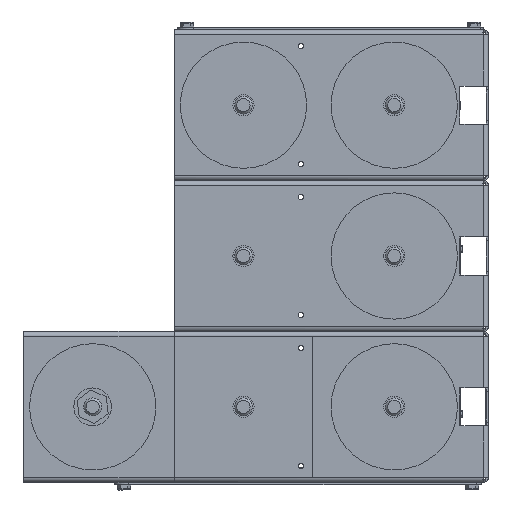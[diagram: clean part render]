
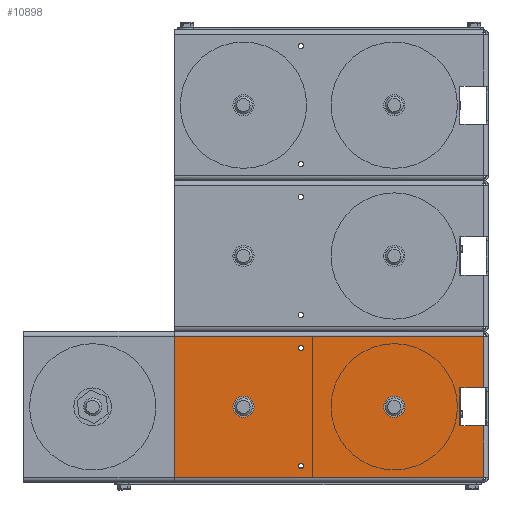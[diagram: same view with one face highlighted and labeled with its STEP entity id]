
A CAD part, front view. The second image highlights one B-rep face of the part: STEP entity #10898.
In plain terms, the highlighted planar face has unit normal (0, -1, 0).
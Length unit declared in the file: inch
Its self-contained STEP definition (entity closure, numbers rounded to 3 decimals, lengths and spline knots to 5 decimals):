
#458=FACE_BOUND('',#1717,.T.);
#459=FACE_BOUND('',#1718,.T.);
#460=FACE_BOUND('',#1719,.T.);
#461=FACE_BOUND('',#1720,.T.);
#676=PLANE('',#11952);
#1103=FACE_OUTER_BOUND('',#1716,.T.);
#1716=EDGE_LOOP('',(#7850,#7851,#7852,#7853,#7854,#7855,#7856,#7857,#7858,
#7859,#7860,#7861));
#1717=EDGE_LOOP('',(#7862));
#1718=EDGE_LOOP('',(#7863));
#1719=EDGE_LOOP('',(#7864));
#1720=EDGE_LOOP('',(#7865));
#2536=LINE('',#16146,#3585);
#2538=LINE('',#16152,#3587);
#2542=LINE('',#16162,#3591);
#2543=LINE('',#16164,#3592);
#2544=LINE('',#16166,#3593);
#2545=LINE('',#16168,#3594);
#2546=LINE('',#16170,#3595);
#2547=LINE('',#16172,#3596);
#2548=LINE('',#16174,#3597);
#2549=LINE('',#16176,#3598);
#2550=LINE('',#16178,#3599);
#2551=LINE('',#16179,#3600);
#3585=VECTOR('',#13207,0.3937);
#3587=VECTOR('',#13213,0.3937);
#3591=VECTOR('',#13221,0.3937);
#3592=VECTOR('',#13222,0.3937);
#3593=VECTOR('',#13223,0.3937);
#3594=VECTOR('',#13224,0.3937);
#3595=VECTOR('',#13225,0.3937);
#3596=VECTOR('',#13226,0.3937);
#3597=VECTOR('',#13227,0.3937);
#3598=VECTOR('',#13228,0.3937);
#3599=VECTOR('',#13229,0.3937);
#3600=VECTOR('',#13230,0.3937);
#4606=CIRCLE('',#11936,0.28);
#4608=CIRCLE('',#11939,0.28);
#4610=CIRCLE('',#11942,0.07);
#4612=CIRCLE('',#11945,0.07);
#4998=VERTEX_POINT('',#16118);
#5000=VERTEX_POINT('',#16124);
#5002=VERTEX_POINT('',#16130);
#5004=VERTEX_POINT('',#16136);
#5007=VERTEX_POINT('',#16143);
#5008=VERTEX_POINT('',#16145);
#5010=VERTEX_POINT('',#16151);
#5014=VERTEX_POINT('',#16161);
#5015=VERTEX_POINT('',#16163);
#5016=VERTEX_POINT('',#16165);
#5017=VERTEX_POINT('',#16167);
#5018=VERTEX_POINT('',#16169);
#5019=VERTEX_POINT('',#16171);
#5020=VERTEX_POINT('',#16173);
#5021=VERTEX_POINT('',#16175);
#5022=VERTEX_POINT('',#16177);
#6108=EDGE_CURVE('',#4998,#4998,#4606,.T.);
#6111=EDGE_CURVE('',#5000,#5000,#4608,.T.);
#6114=EDGE_CURVE('',#5002,#5002,#4610,.T.);
#6117=EDGE_CURVE('',#5004,#5004,#4612,.T.);
#6121=EDGE_CURVE('',#5007,#5008,#2536,.T.);
#6124=EDGE_CURVE('',#5010,#5008,#2538,.T.);
#6129=EDGE_CURVE('',#5014,#5007,#2542,.T.);
#6130=EDGE_CURVE('',#5015,#5014,#2543,.T.);
#6131=EDGE_CURVE('',#5016,#5015,#2544,.T.);
#6132=EDGE_CURVE('',#5017,#5016,#2545,.T.);
#6133=EDGE_CURVE('',#5017,#5018,#2546,.T.);
#6134=EDGE_CURVE('',#5018,#5019,#2547,.T.);
#6135=EDGE_CURVE('',#5019,#5020,#2548,.T.);
#6136=EDGE_CURVE('',#5020,#5021,#2549,.T.);
#6137=EDGE_CURVE('',#5021,#5022,#2550,.T.);
#6138=EDGE_CURVE('',#5022,#5010,#2551,.T.);
#7850=ORIENTED_EDGE('',*,*,#6121,.F.);
#7851=ORIENTED_EDGE('',*,*,#6129,.F.);
#7852=ORIENTED_EDGE('',*,*,#6130,.F.);
#7853=ORIENTED_EDGE('',*,*,#6131,.F.);
#7854=ORIENTED_EDGE('',*,*,#6132,.F.);
#7855=ORIENTED_EDGE('',*,*,#6133,.T.);
#7856=ORIENTED_EDGE('',*,*,#6134,.T.);
#7857=ORIENTED_EDGE('',*,*,#6135,.T.);
#7858=ORIENTED_EDGE('',*,*,#6136,.T.);
#7859=ORIENTED_EDGE('',*,*,#6137,.T.);
#7860=ORIENTED_EDGE('',*,*,#6138,.T.);
#7861=ORIENTED_EDGE('',*,*,#6124,.T.);
#7862=ORIENTED_EDGE('',*,*,#6108,.T.);
#7863=ORIENTED_EDGE('',*,*,#6111,.T.);
#7864=ORIENTED_EDGE('',*,*,#6114,.T.);
#7865=ORIENTED_EDGE('',*,*,#6117,.T.);
#10898=ADVANCED_FACE('',(#1103,#458,#459,#460,#461),#676,.T.);
#11936=AXIS2_PLACEMENT_3D('',#16119,#13177,#13178);
#11939=AXIS2_PLACEMENT_3D('',#16125,#13184,#13185);
#11942=AXIS2_PLACEMENT_3D('',#16131,#13191,#13192);
#11945=AXIS2_PLACEMENT_3D('',#16137,#13198,#13199);
#11952=AXIS2_PLACEMENT_3D('',#16160,#13219,#13220);
#13177=DIRECTION('center_axis',(0.,1.,0.));
#13178=DIRECTION('ref_axis',(-1.,0.,0.));
#13184=DIRECTION('center_axis',(0.,1.,0.));
#13185=DIRECTION('ref_axis',(-1.,0.,0.));
#13191=DIRECTION('center_axis',(0.,1.,0.));
#13192=DIRECTION('ref_axis',(-1.,0.,0.));
#13198=DIRECTION('center_axis',(0.,1.,0.));
#13199=DIRECTION('ref_axis',(-1.,0.,0.));
#13207=DIRECTION('',(0.,0.,-1.));
#13213=DIRECTION('',(1.,0.,0.));
#13219=DIRECTION('center_axis',(0.,-1.,0.));
#13220=DIRECTION('ref_axis',(0.,0.,-1.));
#13221=DIRECTION('',(1.,0.,0.));
#13222=DIRECTION('',(0.,0.,1.));
#13223=DIRECTION('',(-1.,0.,0.));
#13224=DIRECTION('',(0.,0.,-1.));
#13225=DIRECTION('',(-1.,0.,0.));
#13226=DIRECTION('',(0.,0.,1.));
#13227=DIRECTION('',(-1.,0.,0.));
#13228=DIRECTION('',(0.,0.,1.));
#13229=DIRECTION('',(1.,0.,0.));
#13230=DIRECTION('',(0.,0.,1.));
#16118=CARTESIAN_POINT('',(-2.22,-0.0635,0.));
#16119=CARTESIAN_POINT('Origin',(-2.5,-0.0635,
0.));
#16124=CARTESIAN_POINT('',(-6.22,-0.0635,0.));
#16125=CARTESIAN_POINT('Origin',(-6.5,-0.0635,
0.));
#16130=CARTESIAN_POINT('',(-4.91,-0.0635,-1.565));
#16131=CARTESIAN_POINT('Origin',(-4.98,-0.0635,-1.565));
#16136=CARTESIAN_POINT('',(-4.91,-0.0635,1.565));
#16137=CARTESIAN_POINT('Origin',(-4.98,-0.0635,1.565));
#16143=CARTESIAN_POINT('',(-0.127,-0.0635,1.873));
#16145=CARTESIAN_POINT('',(-0.127,-0.0635,0.505));
#16146=CARTESIAN_POINT('',(-0.127,-0.0635,0.));
#16151=CARTESIAN_POINT('',(-0.76,-0.0635,0.505));
#16152=CARTESIAN_POINT('',(0.,-0.0635,0.505));
#16160=CARTESIAN_POINT('Origin',(0.,-0.0635,0.));
#16161=CARTESIAN_POINT('',(-8.34,-0.0635,1.873));
#16162=CARTESIAN_POINT('',(-0.6063,-0.0635,1.873));
#16163=CARTESIAN_POINT('',(-8.34,-0.0635,-1.873));
#16164=CARTESIAN_POINT('',(-8.34,-0.0635,0.));
#16165=CARTESIAN_POINT('',(-0.127,-0.0635,-1.873));
#16166=CARTESIAN_POINT('',(-0.6063,-0.0635,-1.873));
#16167=CARTESIAN_POINT('',(-0.127,-0.0635,-0.505));
#16168=CARTESIAN_POINT('',(-0.127,-0.0635,0.));
#16169=CARTESIAN_POINT('',(-0.76,-0.0635,-0.505));
#16170=CARTESIAN_POINT('',(0.,-0.0635,-0.505));
#16171=CARTESIAN_POINT('',(-0.76,-0.0635,-0.475));
#16172=CARTESIAN_POINT('',(-0.76,-0.0635,-0.2275));
#16173=CARTESIAN_POINT('',(-0.7635,-0.0635,-0.475));
#16174=CARTESIAN_POINT('',(-0.38175,-0.0635,-0.475));
#16175=CARTESIAN_POINT('',(-0.7635,-0.0635,0.475));
#16176=CARTESIAN_POINT('',(-0.7635,-0.0635,0.2375));
#16177=CARTESIAN_POINT('',(-0.76,-0.0635,0.475));
#16178=CARTESIAN_POINT('',(-0.03175,-0.0635,0.475));
#16179=CARTESIAN_POINT('',(-0.76,-0.0635,0.2275));
